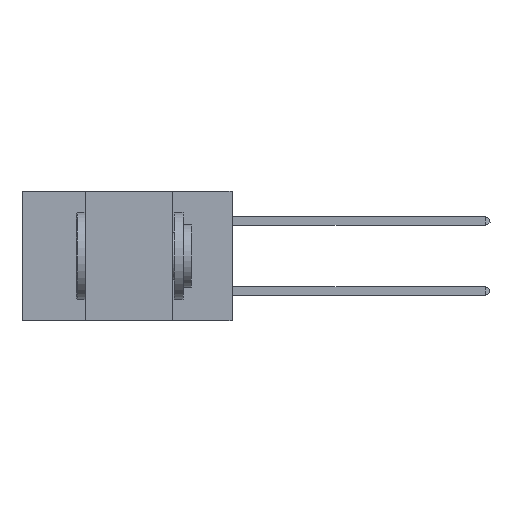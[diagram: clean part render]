
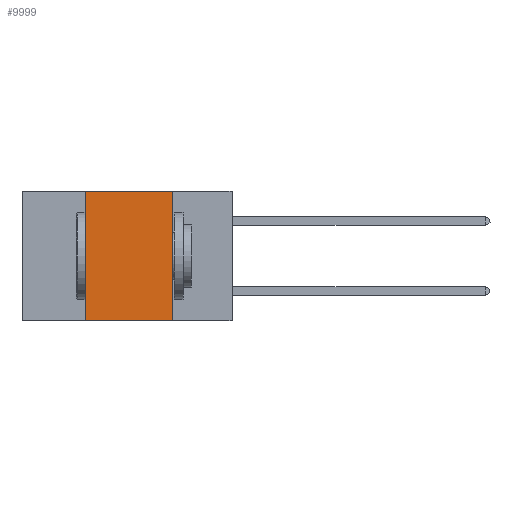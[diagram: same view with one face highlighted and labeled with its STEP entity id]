
A CAD part, left-side view. The second image highlights one B-rep face of the part: STEP entity #9999.
In plain terms, the highlighted planar face has unit normal (-1, 0, 0).
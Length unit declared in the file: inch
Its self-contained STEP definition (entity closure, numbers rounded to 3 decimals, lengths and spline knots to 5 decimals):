
#776 = VERTEX_POINT ( 'NONE', #24053 ) ;
#5578 = VERTEX_POINT ( 'NONE', #11943 ) ;
#6707 = ORIENTED_EDGE ( 'NONE', *, *, #11066, .F. ) ;
#7453 = CARTESIAN_POINT ( 'NONE',  ( 0., 0.42, 0. ) ) ;
#8611 = DIRECTION ( 'NONE',  ( 0., -1., 0. ) ) ;
#8627 = EDGE_CURVE ( 'NONE', #21696, #776, #12652, .T. ) ;
#9077 = ORIENTED_EDGE ( 'NONE', *, *, #8627, .F. ) ;
#9842 = DIRECTION ( 'NONE',  ( 0., 0., -1. ) ) ;
#9913 = VECTOR ( 'NONE', #8611, 39.37008 ) ;
#9999 = ADVANCED_FACE ( 'NONE', ( #13764 ), #12519, .F. ) ;
#10437 = DIRECTION ( 'NONE',  ( 0., 0., -1. ) ) ;
#11066 = EDGE_CURVE ( 'NONE', #5578, #13828, #16075, .T. ) ;
#11122 = ORIENTED_EDGE ( 'NONE', *, *, #21959, .F. ) ;
#11902 = VECTOR ( 'NONE', #21358, 39.37008 ) ;
#11943 = CARTESIAN_POINT ( 'NONE',  ( 0., 0.42, -0.37 ) ) ;
#12257 = CARTESIAN_POINT ( 'NONE',  ( 0., 0.6, 0. ) ) ;
#12519 = PLANE ( 'NONE',  #18359 ) ;
#12652 = LINE ( 'NONE', #15747, #16207 ) ;
#13700 = EDGE_LOOP ( 'NONE', ( #9077, #11122, #6707, #17052 ) ) ;
#13764 = FACE_OUTER_BOUND ( 'NONE', #13700, .T. ) ;
#13789 = LINE ( 'NONE', #17633, #9913 ) ;
#13828 = VERTEX_POINT ( 'NONE', #7453 ) ;
#15747 = CARTESIAN_POINT ( 'NONE',  ( 0., 0.17, 0. ) ) ;
#16075 = LINE ( 'NONE', #19707, #11902 ) ;
#16207 = VECTOR ( 'NONE', #9842, 39.37008 ) ;
#17052 = ORIENTED_EDGE ( 'NONE', *, *, #18526, .T. ) ;
#17633 = CARTESIAN_POINT ( 'NONE',  ( 0., 0.6, -0.37 ) ) ;
#17688 = CARTESIAN_POINT ( 'NONE',  ( 0., 0.17, 0. ) ) ;
#17865 = DIRECTION ( 'NONE',  ( 1., 0., 0. ) ) ;
#18359 = AXIS2_PLACEMENT_3D ( 'NONE', #19854, #17865, #10437 ) ;
#18526 = EDGE_CURVE ( 'NONE', #5578, #776, #13789, .T. ) ;
#19215 = VECTOR ( 'NONE', #21583, 39.37008 ) ;
#19707 = CARTESIAN_POINT ( 'NONE',  ( 0., 0.42, 0. ) ) ;
#19854 = CARTESIAN_POINT ( 'NONE',  ( 0., 0.6, 0. ) ) ;
#21358 = DIRECTION ( 'NONE',  ( 0., 0., 1. ) ) ;
#21583 = DIRECTION ( 'NONE',  ( 0., -1., 0. ) ) ;
#21696 = VERTEX_POINT ( 'NONE', #17688 ) ;
#21959 = EDGE_CURVE ( 'NONE', #13828, #21696, #24228, .T. ) ;
#24053 = CARTESIAN_POINT ( 'NONE',  ( 0., 0.17, -0.37 ) ) ;
#24228 = LINE ( 'NONE', #12257, #19215 ) ;
